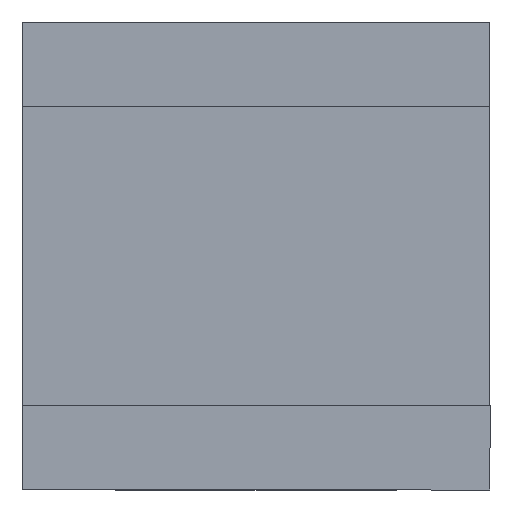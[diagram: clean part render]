
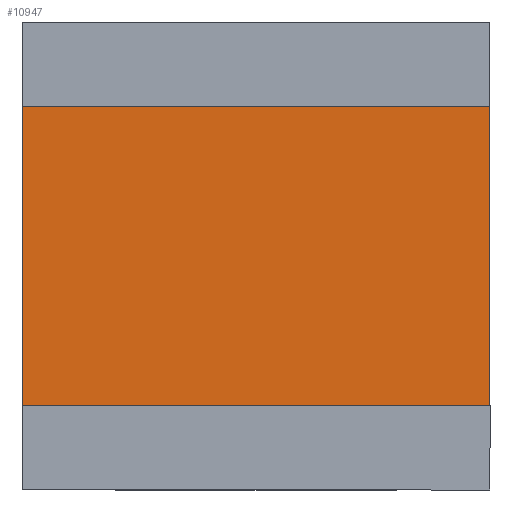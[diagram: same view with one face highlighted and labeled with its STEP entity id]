
A CAD part, front view. The second image highlights one B-rep face of the part: STEP entity #10947.
In plain terms, the highlighted planar face has unit normal (0, -1, 0).
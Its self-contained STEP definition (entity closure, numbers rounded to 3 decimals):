
#400 = DIRECTION ( 'NONE',  ( 0., 1., 0. ) ) ;
#1059 = EDGE_CURVE ( 'NONE', #6046, #1782, #6241, .T. ) ;
#1782 = VERTEX_POINT ( 'NONE', #22753 ) ;
#1849 = AXIS2_PLACEMENT_3D ( 'NONE', #15962, #400, #9377 ) ;
#2100 = DIRECTION ( 'NONE',  ( 0., 0., 1. ) ) ;
#4629 = ORIENTED_EDGE ( 'NONE', *, *, #16129, .T. ) ;
#4971 = FACE_OUTER_BOUND ( 'NONE', #9103, .T. ) ;
#6046 = VERTEX_POINT ( 'NONE', #26815 ) ;
#6099 = DIRECTION ( 'NONE',  ( 1., 0., 0. ) ) ;
#6241 = LINE ( 'NONE', #17822, #20877 ) ;
#6366 = CARTESIAN_POINT ( 'NONE',  ( 0., 0., 0. ) ) ;
#6595 = VECTOR ( 'NONE', #25456, 1000. ) ;
#9103 = EDGE_LOOP ( 'NONE', ( #28363, #28734, #14918, #4629 ) ) ;
#9377 = DIRECTION ( 'NONE',  ( 0., 0., 1. ) ) ;
#9509 = PLANE ( 'NONE',  #1849 ) ;
#10947 = ADVANCED_FACE ( 'NONE', ( #4971 ), #9509, .F. ) ;
#13566 = LINE ( 'NONE', #15469, #19200 ) ;
#14918 = ORIENTED_EDGE ( 'NONE', *, *, #1059, .T. ) ;
#15469 = CARTESIAN_POINT ( 'NONE',  ( 500., 0., 0. ) ) ;
#15962 = CARTESIAN_POINT ( 'NONE',  ( 0., 0., 0. ) ) ;
#16129 = EDGE_CURVE ( 'NONE', #1782, #21223, #13566, .T. ) ;
#17822 = CARTESIAN_POINT ( 'NONE',  ( 0., 0., 0. ) ) ;
#18290 = VERTEX_POINT ( 'NONE', #26262 ) ;
#19200 = VECTOR ( 'NONE', #2100, 1000. ) ;
#19317 = CARTESIAN_POINT ( 'NONE',  ( 0., 0., 500. ) ) ;
#19835 = DIRECTION ( 'NONE',  ( 0., 0., 1. ) ) ;
#20877 = VECTOR ( 'NONE', #6099, 1000. ) ;
#21223 = VERTEX_POINT ( 'NONE', #25390 ) ;
#22753 = CARTESIAN_POINT ( 'NONE',  ( 500., 0., 0. ) ) ;
#23391 = LINE ( 'NONE', #19317, #6595 ) ;
#23669 = VECTOR ( 'NONE', #19835, 1000. ) ;
#23969 = EDGE_CURVE ( 'NONE', #6046, #18290, #26697, .T. ) ;
#25390 = CARTESIAN_POINT ( 'NONE',  ( 500., 0., 500. ) ) ;
#25456 = DIRECTION ( 'NONE',  ( 1., 0., 0. ) ) ;
#26262 = CARTESIAN_POINT ( 'NONE',  ( 0., 0., 500. ) ) ;
#26697 = LINE ( 'NONE', #6366, #23669 ) ;
#26815 = CARTESIAN_POINT ( 'NONE',  ( 0., 0., 0. ) ) ;
#28206 = EDGE_CURVE ( 'NONE', #18290, #21223, #23391, .T. ) ;
#28363 = ORIENTED_EDGE ( 'NONE', *, *, #28206, .F. ) ;
#28734 = ORIENTED_EDGE ( 'NONE', *, *, #23969, .F. ) ;
